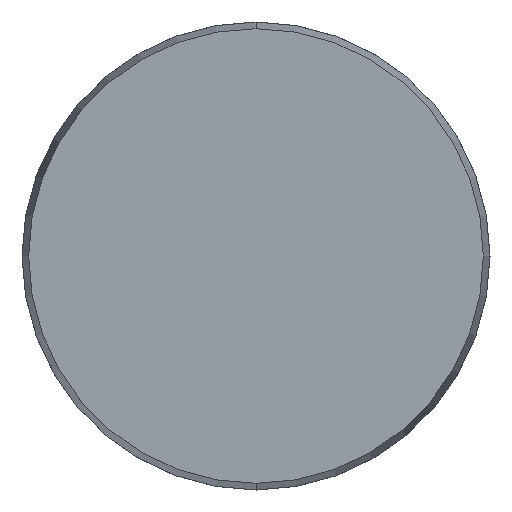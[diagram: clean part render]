
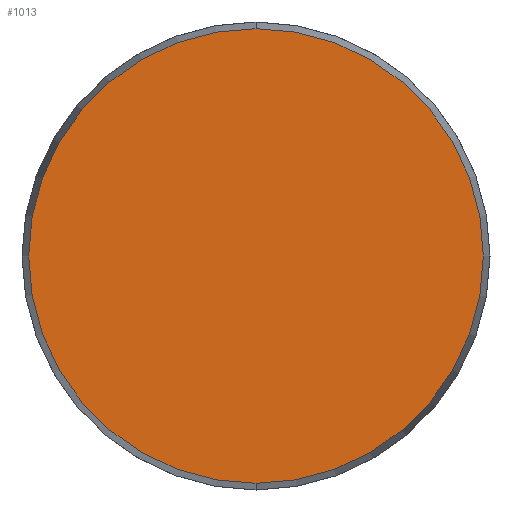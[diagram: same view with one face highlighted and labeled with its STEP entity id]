
A CAD part, front view. The second image highlights one B-rep face of the part: STEP entity #1013.
In plain terms, the highlighted planar face has unit normal (0, -1, 0).
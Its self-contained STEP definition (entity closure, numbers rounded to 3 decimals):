
#14 = PLANE ( 'NONE',  #1269 ) ;
#146 = DIRECTION ( 'NONE',  ( 0., -1., 0. ) ) ;
#154 = CARTESIAN_POINT ( 'NONE',  ( 0., 0., 0. ) ) ;
#201 = CARTESIAN_POINT ( 'NONE',  ( 0., 0., 0. ) ) ;
#208 = DIRECTION ( 'NONE',  ( 0., 1., 0. ) ) ;
#226 = CARTESIAN_POINT ( 'NONE',  ( -29.143, 0., 0. ) ) ;
#280 = VERTEX_POINT ( 'NONE', #673 ) ;
#319 = AXIS2_PLACEMENT_3D ( 'NONE', #201, #1189, #601 ) ;
#353 = ORIENTED_EDGE ( 'NONE', *, *, #1121, .T. ) ;
#456 = CARTESIAN_POINT ( 'NONE',  ( 0., 0., -29.143 ) ) ;
#520 = FACE_OUTER_BOUND ( 'NONE', #823, .T. ) ;
#601 = DIRECTION ( 'NONE',  ( 0., 0., -1. ) ) ;
#610 = DIRECTION ( 'NONE',  ( 0., 0., 1. ) ) ;
#627 = EDGE_CURVE ( 'NONE', #1148, #280, #1300, .T. ) ;
#673 = CARTESIAN_POINT ( 'NONE',  ( 0., 0., 29.143 ) ) ;
#823 = EDGE_LOOP ( 'NONE', ( #353, #1201 ) ) ;
#861 = DIRECTION ( 'NONE',  ( 0., 0., -1. ) ) ;
#896 = CIRCLE ( 'NONE', #942, 29.143 ) ;
#942 = AXIS2_PLACEMENT_3D ( 'NONE', #154, #146, #861 ) ;
#1013 = ADVANCED_FACE ( 'NONE', ( #520 ), #14, .F. ) ;
#1121 = EDGE_CURVE ( 'NONE', #280, #1148, #896, .T. ) ;
#1148 = VERTEX_POINT ( 'NONE', #456 ) ;
#1189 = DIRECTION ( 'NONE',  ( 0., -1., 0. ) ) ;
#1201 = ORIENTED_EDGE ( 'NONE', *, *, #627, .T. ) ;
#1269 = AXIS2_PLACEMENT_3D ( 'NONE', #226, #208, #610 ) ;
#1300 = CIRCLE ( 'NONE', #319, 29.143 ) ;
